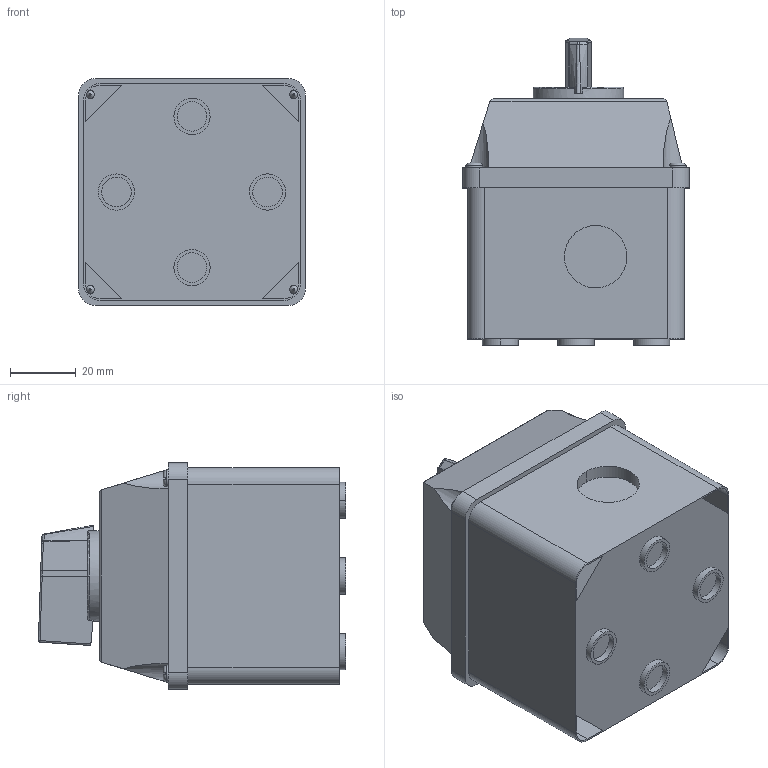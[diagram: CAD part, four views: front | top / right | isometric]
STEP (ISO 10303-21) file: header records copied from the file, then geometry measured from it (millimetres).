
FILE_DESCRIPTION(('TFLEX Exchange Step'),'2;1');
FILE_NAME('4G20 - 4 корпуса.stp', '2024-05-28T14:12:54+03:00',('nikolaeva'),('Unknown organisation'),'TFLEX Exchange 2019.0','T-FLEX CAD','Unknown authorisation');
FILE_SCHEMA( ('AUTOMOTIVE_DESIGN { 1 0 10303 214 1 1 1 1 }') );
Length unit declared in the file: millimetre
Products named in the file (1): BUFFER:00000057095FC990 
Bounding box: 69 x 93.55 x 69 mm (x, y, z)
Volume: 231436.2 mm3; surface area: 97186.8 mm2
Topology: 13 solids, 317 shells, 1365 faces, 4606 edges, 3531 vertices
Faces by surface type: plane 752, cylinder 403, cone 98, torus 73, sphere 26, bspline 13
Full cylindrical faces by diameter (mm): 2.5 x1, 3 x16, 4.5 x1, 5 x4, 9 x1, 10.5 x1, 11 x1, 27.6 x1, 38 x1
Entity records: 72421 total; most frequent: CARTESIAN_POINT 40342, ORIENTED_EDGE 7720, EDGE_CURVE 4597, B_SPLINE_CURVE_WITH_KNOTS 4596, VERTEX_POINT 3536, DIRECTION 2705, EDGE_LOOP 1455, FACE_BOUND 1455
